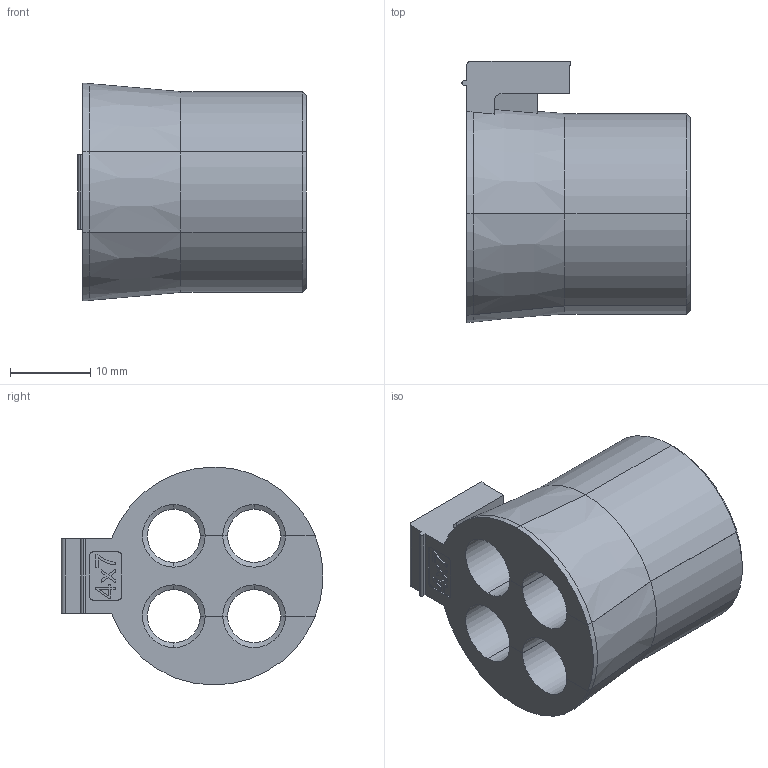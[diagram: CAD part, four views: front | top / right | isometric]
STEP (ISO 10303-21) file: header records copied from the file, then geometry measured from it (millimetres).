
FILE_DESCRIPTION (( 'STEP AP203' ), '1' );
FILE_NAME ('568417.step', '2019-11-21T17:30:45', ( '' ), ( '' ), 'SwSTEP 2.0', 'SolidWorks 2019', '' );
FILE_SCHEMA (( 'CONFIG_CONTROL_DESIGN' ));
Length unit declared in the file: inch
Products named in the file (1): 568417
Bounding box: 28.4 x 32.53 x 27.14 mm (x, y, z)
Volume: 9483.8 mm3; surface area: 6613 mm2
Topology: 1 solids, 1 shells, 155 faces, 423 edges, 275 vertices
Faces by surface type: plane 66, cylinder 50, cone 34, bspline 5
Entity records: 5020 total; most frequent: CARTESIAN_POINT 993, ORIENTED_EDGE 846, DIRECTION 809, EDGE_CURVE 423, VERTEX_POINT 275, VECTOR 271, LINE 271, AXIS2_PLACEMENT_3D 269
